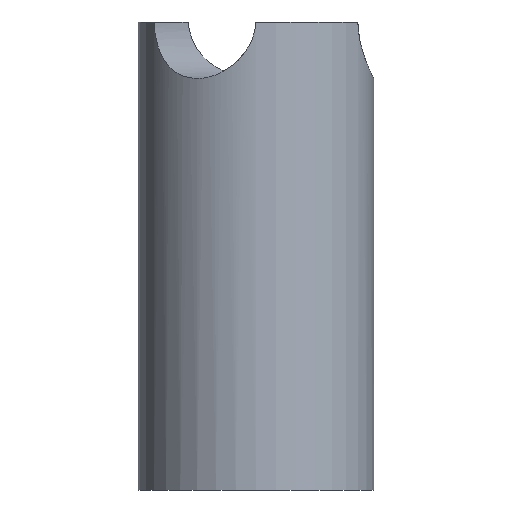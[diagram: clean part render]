
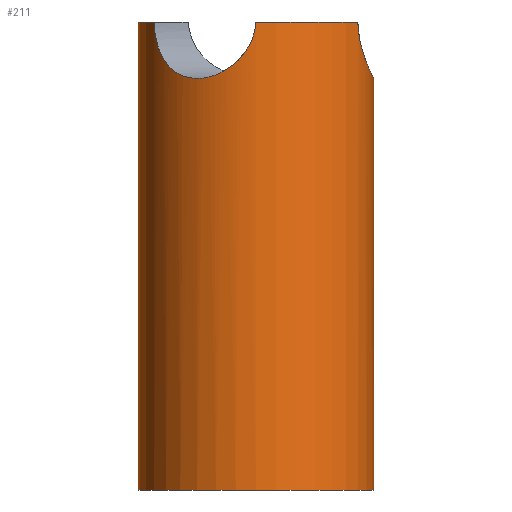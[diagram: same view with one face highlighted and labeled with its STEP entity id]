
A CAD part, left-side view. The second image highlights one B-rep face of the part: STEP entity #211.
In plain terms, the highlighted cylindrical face has radius 6.35 mm (diameter 12.7 mm), a full revolution.
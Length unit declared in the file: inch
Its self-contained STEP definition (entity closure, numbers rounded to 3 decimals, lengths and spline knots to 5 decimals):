
#22=B_SPLINE_CURVE_WITH_KNOTS('',3,(#372,#373,#374,#375,#376,#377,#378,
#379,#380,#381),.UNSPECIFIED.,.F.,.F.,(4,2,2,2,4),(-0.48818,-0.3663,
-0.24442,-0.12221,-0.01264),
 .UNSPECIFIED.);
#23=B_SPLINE_CURVE_WITH_KNOTS('',3,(#383,#384,#385,#386,#387,#388,#389,
#390,#391,#392),.UNSPECIFIED.,.F.,.F.,(4,2,2,2,4),(-0.96371,-0.85414,
-0.73193,-0.61005,-0.48818),.UNSPECIFIED.);
#24=B_SPLINE_CURVE_WITH_KNOTS('',3,(#416,#417,#418,#419,#420,#421,#422,
#423,#424,#425),.UNSPECIFIED.,.F.,.F.,(4,2,2,2,4),(-0.48818,-0.3663,
-0.24442,-0.12221,-0.01264),
 .UNSPECIFIED.);
#25=B_SPLINE_CURVE_WITH_KNOTS('',3,(#426,#427,#428,#429,#430,#431,#432,
#433,#434,#435),.UNSPECIFIED.,.F.,.F.,(4,2,2,2,4),(-0.96371,-0.85414,
-0.73193,-0.61005,-0.48818),.UNSPECIFIED.);
#26=B_SPLINE_CURVE_WITH_KNOTS('',3,(#438,#439,#440,#441,#442,#443,#444,
#445,#446,#447),.UNSPECIFIED.,.F.,.F.,(4,2,2,2,4),(-0.48818,-0.3663,
-0.24442,-0.12221,-0.01264),
 .UNSPECIFIED.);
#27=B_SPLINE_CURVE_WITH_KNOTS('',3,(#448,#449,#450,#451,#452,#453,#454,
#455,#456,#457),.UNSPECIFIED.,.F.,.F.,(4,2,2,2,4),(-0.96371,-0.85414,
-0.73193,-0.61005,-0.48818),.UNSPECIFIED.);
#44=FACE_OUTER_BOUND('',#56,.T.);
#56=EDGE_LOOP('',(#181,#182,#183,#184,#185,#186,#187,#188,#189,#190,#191,
#192,#193));
#67=LINE('',#460,#76);
#76=VECTOR('',#299,0.25);
#80=CIRCLE('',#237,0.25);
#81=CIRCLE('',#238,0.25);
#82=CIRCLE('',#240,0.25);
#83=CIRCLE('',#242,0.25);
#84=CIRCLE('',#247,0.25);
#93=VERTEX_POINT('',#369);
#94=VERTEX_POINT('',#371);
#95=VERTEX_POINT('',#382);
#97=VERTEX_POINT('',#397);
#98=VERTEX_POINT('',#399);
#99=VERTEX_POINT('',#403);
#100=VERTEX_POINT('',#407);
#102=VERTEX_POINT('',#410);
#103=VERTEX_POINT('',#415);
#104=VERTEX_POINT('',#437);
#105=VERTEX_POINT('',#459);
#117=EDGE_CURVE('',#94,#93,#22,.T.);
#118=EDGE_CURVE('',#95,#94,#23,.T.);
#122=EDGE_CURVE('',#98,#97,#80,.T.);
#123=EDGE_CURVE('',#93,#98,#81,.T.);
#125=EDGE_CURVE('',#99,#95,#82,.T.);
#127=EDGE_CURVE('',#102,#100,#83,.T.);
#130=EDGE_CURVE('',#103,#102,#24,.T.);
#131=EDGE_CURVE('',#97,#103,#25,.T.);
#132=EDGE_CURVE('',#104,#99,#26,.T.);
#133=EDGE_CURVE('',#100,#104,#27,.T.);
#134=EDGE_CURVE('',#98,#105,#67,.T.);
#135=EDGE_CURVE('',#105,#105,#84,.T.);
#181=ORIENTED_EDGE('',*,*,#127,.T.);
#182=ORIENTED_EDGE('',*,*,#133,.T.);
#183=ORIENTED_EDGE('',*,*,#132,.T.);
#184=ORIENTED_EDGE('',*,*,#125,.T.);
#185=ORIENTED_EDGE('',*,*,#118,.T.);
#186=ORIENTED_EDGE('',*,*,#117,.T.);
#187=ORIENTED_EDGE('',*,*,#123,.T.);
#188=ORIENTED_EDGE('',*,*,#134,.T.);
#189=ORIENTED_EDGE('',*,*,#135,.T.);
#190=ORIENTED_EDGE('',*,*,#134,.F.);
#191=ORIENTED_EDGE('',*,*,#122,.T.);
#192=ORIENTED_EDGE('',*,*,#131,.T.);
#193=ORIENTED_EDGE('',*,*,#130,.T.);
#201=CYLINDRICAL_SURFACE('',#246,0.25);
#211=ADVANCED_FACE('',(#44),#201,.T.);
#237=AXIS2_PLACEMENT_3D('',#400,#276,#277);
#238=AXIS2_PLACEMENT_3D('',#401,#278,#279);
#240=AXIS2_PLACEMENT_3D('',#405,#283,#284);
#242=AXIS2_PLACEMENT_3D('',#411,#288,#289);
#246=AXIS2_PLACEMENT_3D('',#458,#297,#298);
#247=AXIS2_PLACEMENT_3D('',#461,#300,#301);
#276=DIRECTION('center_axis',(0.,0.,-1.));
#277=DIRECTION('ref_axis',(1.,0.,0.));
#278=DIRECTION('center_axis',(0.,0.,-1.));
#279=DIRECTION('ref_axis',(1.,0.,0.));
#283=DIRECTION('center_axis',(0.,0.,-1.));
#284=DIRECTION('ref_axis',(1.,0.,0.));
#288=DIRECTION('center_axis',(0.,0.,-1.));
#289=DIRECTION('ref_axis',(1.,0.,0.));
#297=DIRECTION('center_axis',(0.,0.,1.));
#298=DIRECTION('ref_axis',(1.,0.,0.));
#299=DIRECTION('',(0.,0.,-1.));
#300=DIRECTION('center_axis',(0.,0.,1.));
#301=DIRECTION('ref_axis',(1.,0.,0.));
#369=CARTESIAN_POINT('',(-0.1249,-0.21656,0.995));
#371=CARTESIAN_POINT('',(0.,-0.25,0.875));
#372=CARTESIAN_POINT('Ctrl Pts',(0.,-0.25,0.875));
#373=CARTESIAN_POINT('Ctrl Pts',(-0.01599,-0.25,0.875));
#374=CARTESIAN_POINT('Ctrl Pts',(-0.03287,-0.24832,
0.87825));
#375=CARTESIAN_POINT('Ctrl Pts',(-0.06359,-0.24228,
0.8911));
#376=CARTESIAN_POINT('Ctrl Pts',(-0.07746,-0.23798,
0.90069));
#377=CARTESIAN_POINT('Ctrl Pts',(-0.09934,-0.22971,
0.92257));
#378=CARTESIAN_POINT('Ctrl Pts',(-0.1089,-0.22515,
0.93643));
#379=CARTESIAN_POINT('Ctrl Pts',(-0.12107,-0.21882,
0.96552));
#380=CARTESIAN_POINT('Ctrl Pts',(-0.12432,-0.2169,
0.98049));
#381=CARTESIAN_POINT('Ctrl Pts',(-0.1249,-0.21656,
0.995));
#382=CARTESIAN_POINT('',(0.1249,-0.21656,0.995));
#383=CARTESIAN_POINT('Ctrl Pts',(0.1249,-0.21656,0.995));
#384=CARTESIAN_POINT('Ctrl Pts',(0.12432,-0.2169,0.98049));
#385=CARTESIAN_POINT('Ctrl Pts',(0.12107,-0.21882,0.96552));
#386=CARTESIAN_POINT('Ctrl Pts',(0.1089,-0.22515,0.93643));
#387=CARTESIAN_POINT('Ctrl Pts',(0.09934,-0.22971,
0.92257));
#388=CARTESIAN_POINT('Ctrl Pts',(0.07746,-0.23798,
0.90069));
#389=CARTESIAN_POINT('Ctrl Pts',(0.06359,-0.24228,
0.8911));
#390=CARTESIAN_POINT('Ctrl Pts',(0.03287,-0.24832,
0.87825));
#391=CARTESIAN_POINT('Ctrl Pts',(0.01599,-0.25,0.875));
#392=CARTESIAN_POINT('Ctrl Pts',(0.,-0.25,0.875));
#397=CARTESIAN_POINT('',(-0.25,0.00012,0.995));
#399=CARTESIAN_POINT('',(-0.25,0.,0.995));
#400=CARTESIAN_POINT('Origin',(0.,0.,0.995));
#401=CARTESIAN_POINT('Origin',(0.,0.,0.995));
#403=CARTESIAN_POINT('',(0.25,0.00012,0.995));
#405=CARTESIAN_POINT('Origin',(0.,0.,0.995));
#407=CARTESIAN_POINT('',(0.1251,0.21645,0.995));
#410=CARTESIAN_POINT('',(-0.1251,0.21645,0.995));
#411=CARTESIAN_POINT('Origin',(0.,0.,0.995));
#415=CARTESIAN_POINT('',(-0.21651,0.125,0.875));
#416=CARTESIAN_POINT('Ctrl Pts',(-0.21651,0.125,0.875));
#417=CARTESIAN_POINT('Ctrl Pts',(-0.20851,0.13885,0.875));
#418=CARTESIAN_POINT('Ctrl Pts',(-0.19862,0.15263,0.87825));
#419=CARTESIAN_POINT('Ctrl Pts',(-0.17803,0.17621,0.8911));
#420=CARTESIAN_POINT('Ctrl Pts',(-0.16737,0.18608,0.90069));
#421=CARTESIAN_POINT('Ctrl Pts',(-0.14926,0.20089,0.92257));
#422=CARTESIAN_POINT('Ctrl Pts',(-0.14053,0.20689,0.93643));
#423=CARTESIAN_POINT('Ctrl Pts',(-0.12897,0.21426,0.96552));
#424=CARTESIAN_POINT('Ctrl Pts',(-0.12568,0.21611,0.98049));
#425=CARTESIAN_POINT('Ctrl Pts',(-0.1251,0.21645,0.995));
#426=CARTESIAN_POINT('Ctrl Pts',(-0.25,0.00012,
0.995));
#427=CARTESIAN_POINT('Ctrl Pts',(-0.25,0.00079,
0.98049));
#428=CARTESIAN_POINT('Ctrl Pts',(-0.25004,0.00456,
0.96552));
#429=CARTESIAN_POINT('Ctrl Pts',(-0.24944,0.01826,
0.93643));
#430=CARTESIAN_POINT('Ctrl Pts',(-0.24861,0.02882,
0.92257));
#431=CARTESIAN_POINT('Ctrl Pts',(-0.24483,0.05191,0.90069));
#432=CARTESIAN_POINT('Ctrl Pts',(-0.24162,0.06607,
0.8911));
#433=CARTESIAN_POINT('Ctrl Pts',(-0.23149,0.0957,
0.87825));
#434=CARTESIAN_POINT('Ctrl Pts',(-0.2245,0.11115,0.875));
#435=CARTESIAN_POINT('Ctrl Pts',(-0.21651,0.125,0.875));
#437=CARTESIAN_POINT('',(0.21651,0.125,0.875));
#438=CARTESIAN_POINT('Ctrl Pts',(0.21651,0.125,0.875));
#439=CARTESIAN_POINT('Ctrl Pts',(0.2245,0.11115,0.875));
#440=CARTESIAN_POINT('Ctrl Pts',(0.23149,0.0957,0.87825));
#441=CARTESIAN_POINT('Ctrl Pts',(0.24162,0.06607,0.8911));
#442=CARTESIAN_POINT('Ctrl Pts',(0.24483,0.05191,0.90069));
#443=CARTESIAN_POINT('Ctrl Pts',(0.24861,0.02882,0.92257));
#444=CARTESIAN_POINT('Ctrl Pts',(0.24944,0.01826,0.93643));
#445=CARTESIAN_POINT('Ctrl Pts',(0.25004,0.00456,
0.96552));
#446=CARTESIAN_POINT('Ctrl Pts',(0.25,0.00079,
0.98049));
#447=CARTESIAN_POINT('Ctrl Pts',(0.25,0.00012,
0.995));
#448=CARTESIAN_POINT('Ctrl Pts',(0.1251,0.21645,0.995));
#449=CARTESIAN_POINT('Ctrl Pts',(0.12568,0.21611,0.98049));
#450=CARTESIAN_POINT('Ctrl Pts',(0.12897,0.21426,0.96552));
#451=CARTESIAN_POINT('Ctrl Pts',(0.14053,0.20689,0.93643));
#452=CARTESIAN_POINT('Ctrl Pts',(0.14926,0.20089,0.92257));
#453=CARTESIAN_POINT('Ctrl Pts',(0.16737,0.18608,0.90069));
#454=CARTESIAN_POINT('Ctrl Pts',(0.17803,0.17621,0.8911));
#455=CARTESIAN_POINT('Ctrl Pts',(0.19862,0.15263,0.87825));
#456=CARTESIAN_POINT('Ctrl Pts',(0.20851,0.13885,0.875));
#457=CARTESIAN_POINT('Ctrl Pts',(0.21651,0.125,0.875));
#458=CARTESIAN_POINT('Origin',(0.,0.,0.));
#459=CARTESIAN_POINT('',(-0.25,0.,0.));
#460=CARTESIAN_POINT('',(-0.25,0.,0.));
#461=CARTESIAN_POINT('Origin',(0.,0.,0.));
